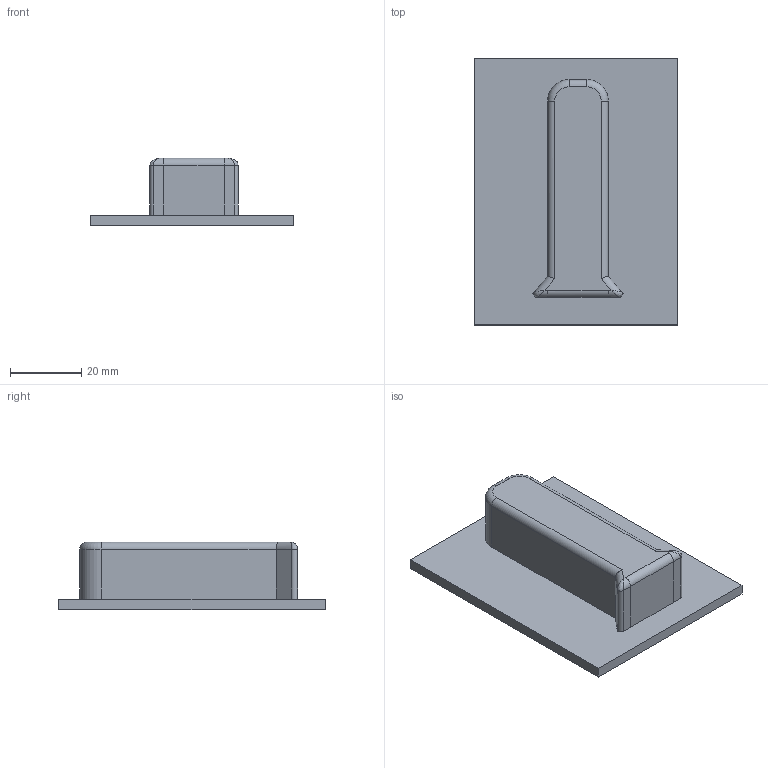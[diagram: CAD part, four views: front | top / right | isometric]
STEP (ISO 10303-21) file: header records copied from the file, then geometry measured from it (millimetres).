
FILE_DESCRIPTION(/* description */ (''),/* implementation_level */ '2;1');
FILE_NAME(/* name */ 'Untitled7778.step',/* time_stamp */ '2026-02-01T22:50:23+03:00',/* author */ (''),/* organization */ (''),/* preprocessor_version */ 'ST-DEVELOPER v20.1',/* originating_system */ 'Autodesk Translation Framework v14.24.0.0',/* authorisation */ '');
FILE_SCHEMA (('AUTOMOTIVE_DESIGN { 1 0 10303 214 3 1 1 }'));
Length unit declared in the file: centimetre
Products named in the file (1): 2026-02-01-22-14-33-739
Bounding box: 57 x 74.5 x 19 mm (x, y, z)
Volume: 29395.9 mm3; surface area: 11708.9 mm2
Topology: 1 solids, 1 shells, 37 faces, 84 edges, 48 vertices
Faces by surface type: cylinder 16, plane 15, bspline 4, torus 2
Entity records: 1172 total; most frequent: CARTESIAN_POINT 328, DIRECTION 170, ORIENTED_EDGE 164, EDGE_CURVE 82, AXIS2_PLACEMENT_3D 59, LINE 52, VECTOR 52, VERTEX_POINT 48
